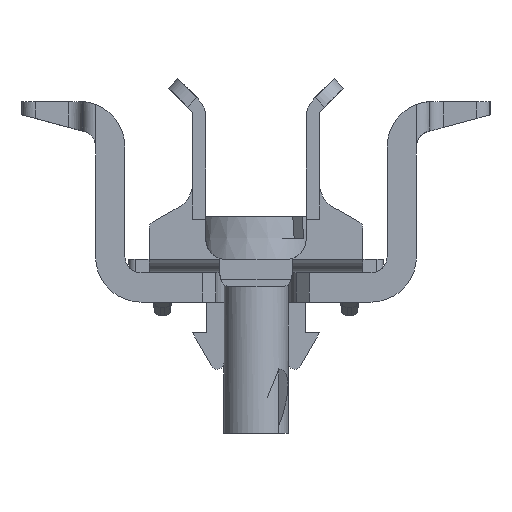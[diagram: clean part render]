
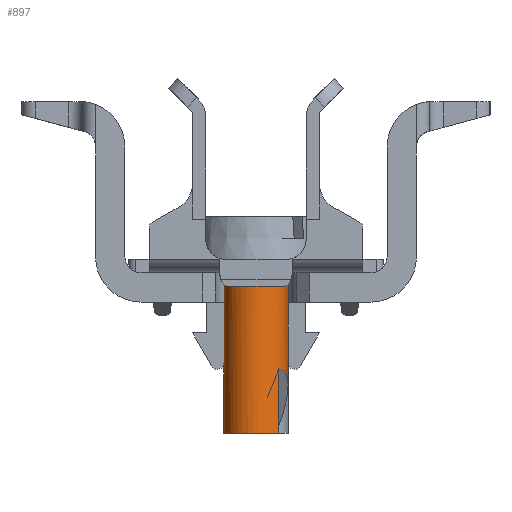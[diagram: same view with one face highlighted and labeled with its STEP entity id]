
A CAD part, left-side view. The second image highlights one B-rep face of the part: STEP entity #897.
In plain terms, the highlighted cylindrical face has radius 2.4 mm (diameter 4.8 mm), a full revolution.
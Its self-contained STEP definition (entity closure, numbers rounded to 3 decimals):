
#897 = ADVANCED_FACE( '', ( #1967, #1968 ), #1969, .T. );
#1967 = FACE_OUTER_BOUND( '', #3211, .T. );
#1968 = FACE_OUTER_BOUND( '', #3212, .T. );
#1969 = CYLINDRICAL_SURFACE( '', #3213, 2.4 );
#3211 = EDGE_LOOP( '', ( #6044 ) );
#3212 = EDGE_LOOP( '', ( #6045, #6046, #6047, #6048 ) );
#3213 = AXIS2_PLACEMENT_3D( '', #6049, #6050, #6051 );
#6044 = ORIENTED_EDGE( '', *, *, #8900, .T. );
#6045 = ORIENTED_EDGE( '', *, *, #8799, .T. );
#6046 = ORIENTED_EDGE( '', *, *, #8764, .T. );
#6047 = ORIENTED_EDGE( '', *, *, #8806, .T. );
#6048 = ORIENTED_EDGE( '', *, *, #8504, .T. );
#6049 = CARTESIAN_POINT( '', ( 4., 0., 6.4 ) );
#6050 = DIRECTION( '', ( 0., 0., -1. ) );
#6051 = DIRECTION( '', ( 1., 0., 0. ) );
#8504 = EDGE_CURVE( '', #10636, #10640, #10642, .T. );
#8764 = EDGE_CURVE( '', #11009, #11011, #11013, .F. );
#8799 = EDGE_CURVE( '', #10640, #11009, #11060, .T. );
#8806 = EDGE_CURVE( '', #11011, #10636, #11070, .T. );
#8900 = EDGE_CURVE( '', #11184, #11184, #11185, .F. );
#10636 = VERTEX_POINT( '', #13610 );
#10640 = VERTEX_POINT( '', #13616 );
#10642 = LINE( '', #13619, #13620 );
#11009 = VERTEX_POINT( '', #14169 );
#11011 = VERTEX_POINT( '', #14172 );
#11013 = LINE( '', #14175, #14176 );
#11060 = ELLIPSE( '', #14243, 4.864, 2.4 );
#11070 = CIRCLE( '', #14264, 2.4 );
#11184 = VERTEX_POINT( '', #14460 );
#11185 = CIRCLE( '', #14461, 2.4 );
#13610 = CARTESIAN_POINT( '', ( 2.303, -1.697, -9.8 ) );
#13616 = CARTESIAN_POINT( '', ( 2.303, -1.697, -5. ) );
#13619 = CARTESIAN_POINT( '', ( 2.303, -1.697, -9.8 ) );
#13620 = VECTOR( '', #16242, 1000. );
#14169 = CARTESIAN_POINT( '', ( 5.697, -1.697, -9.231 ) );
#14172 = CARTESIAN_POINT( '', ( 5.697, -1.697, -9.8 ) );
#14175 = CARTESIAN_POINT( '', ( 5.697, -1.697, 6.4 ) );
#14176 = VECTOR( '', #16535, 1000. );
#14243 = AXIS2_PLACEMENT_3D( '', #16574, #16575, #16576 );
#14264 = AXIS2_PLACEMENT_3D( '', #16581, #16582, #16583 );
#14460 = CARTESIAN_POINT( '', ( 4., -2.4, 2.2 ) );
#14461 = AXIS2_PLACEMENT_3D( '', #16666, #16667, #16668 );
#16242 = DIRECTION( '', ( 0., 0., 1. ) );
#16535 = DIRECTION( '', ( 0., 0., 1. ) );
#16574 = CARTESIAN_POINT( '', ( 4., 0., -9.231 ) );
#16575 = DIRECTION( '', ( 0.615, 0.615, 0.493 ) );
#16576 = DIRECTION( '', ( -0.349, -0.349, 0.87 ) );
#16581 = CARTESIAN_POINT( '', ( 4., 0., -9.8 ) );
#16582 = DIRECTION( '', ( 0., 0., 1. ) );
#16583 = DIRECTION( '', ( 1., 0., 0. ) );
#16666 = CARTESIAN_POINT( '', ( 4., 0., 2.2 ) );
#16667 = DIRECTION( '', ( 0., 0., 1. ) );
#16668 = DIRECTION( '', ( 0., -1., 0. ) );
